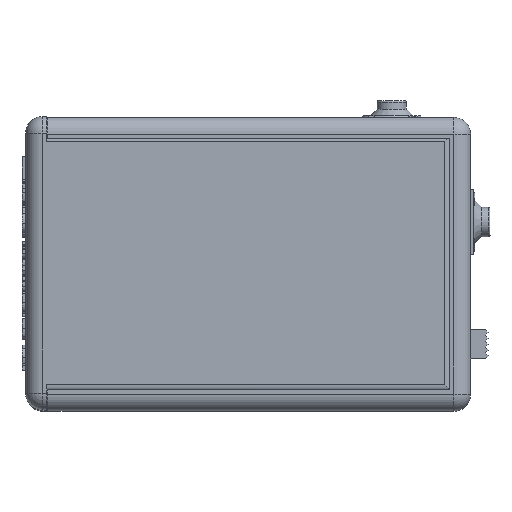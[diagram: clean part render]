
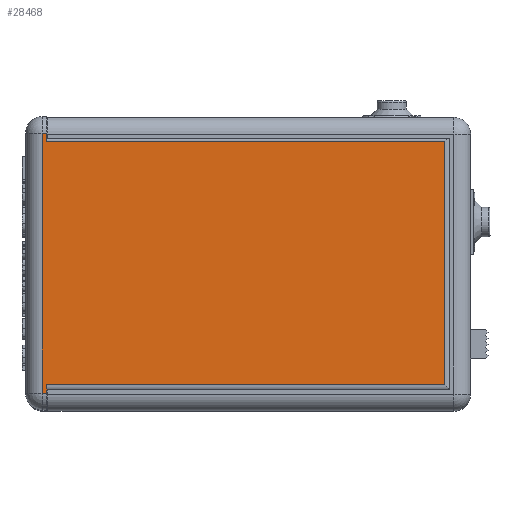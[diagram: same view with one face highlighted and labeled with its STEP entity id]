
A CAD part, top view. The second image highlights one B-rep face of the part: STEP entity #28468.
In plain terms, the highlighted planar face has unit normal (0, 0, 1).
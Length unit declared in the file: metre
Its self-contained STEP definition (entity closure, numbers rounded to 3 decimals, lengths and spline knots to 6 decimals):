
#2595=ORIENTED_EDGE('',*,*,#10731,.T.);
#2596=ORIENTED_EDGE('',*,*,#10732,.T.);
#2597=ORIENTED_EDGE('',*,*,#10733,.T.);
#2598=ORIENTED_EDGE('',*,*,#10734,.T.);
#2599=ORIENTED_EDGE('',*,*,#10735,.F.);
#2600=ORIENTED_EDGE('',*,*,#10736,.T.);
#2601=ORIENTED_EDGE('',*,*,#10737,.F.);
#2602=ORIENTED_EDGE('',*,*,#10738,.F.);
#10731=EDGE_CURVE('',#14815,#14816,#17586,.T.);
#10732=EDGE_CURVE('',#14816,#14817,#17587,.F.);
#10733=EDGE_CURVE('',#14817,#14818,#17588,.F.);
#10734=EDGE_CURVE('',#14818,#14819,#17589,.T.);
#10735=EDGE_CURVE('',#14820,#14819,#17590,.T.);
#10736=EDGE_CURVE('',#14820,#14821,#17591,.T.);
#10737=EDGE_CURVE('',#14822,#14821,#17592,.F.);
#10738=EDGE_CURVE('',#14815,#14822,#17593,.T.);
#14815=VERTEX_POINT('',#42786);
#14816=VERTEX_POINT('',#42787);
#14817=VERTEX_POINT('',#42789);
#14818=VERTEX_POINT('',#42791);
#14819=VERTEX_POINT('',#42793);
#14820=VERTEX_POINT('',#42795);
#14821=VERTEX_POINT('',#42797);
#14822=VERTEX_POINT('',#42799);
#17586=LINE('',#42785,#20634);
#17587=LINE('',#42788,#20635);
#17588=LINE('',#42790,#20636);
#17589=LINE('',#42792,#20637);
#17590=LINE('',#42794,#20638);
#17591=LINE('',#42796,#20639);
#17592=LINE('',#42798,#20640);
#17593=LINE('',#42800,#20641);
#20634=VECTOR('',#34999,1.);
#20635=VECTOR('',#35000,1.);
#20636=VECTOR('',#35001,1.);
#20637=VECTOR('',#35002,1.);
#20638=VECTOR('',#35003,1.);
#20639=VECTOR('',#35004,1.);
#20640=VECTOR('',#35005,1.);
#20641=VECTOR('',#35006,1.);
#23652=EDGE_LOOP('',(#2595,#2596,#2597,#2598,#2599,#2600,#2601,#2602));
#25517=FACE_BOUND('',#23652,.T.);
#27348=PLANE('',#32343);
#28468=ADVANCED_FACE('',(#25517),#27348,.T.);
#32343=AXIS2_PLACEMENT_3D('',#42784,#34997,#34998);
#34997=DIRECTION('',(0.,0.,1.));
#34998=DIRECTION('',(1.,0.,0.));
#34999=DIRECTION('',(0.,1.,0.));
#35000=DIRECTION('',(1.,0.,0.));
#35001=DIRECTION('',(0.,1.,0.));
#35002=DIRECTION('',(1.,0.,0.));
#35003=DIRECTION('',(0.,-1.,0.));
#35004=DIRECTION('',(1.,0.,0.));
#35005=DIRECTION('',(0.,1.,0.));
#35006=DIRECTION('',(1.,0.,0.));
#42784=CARTESIAN_POINT('',(-0.000625,0.,0.0384));
#42785=CARTESIAN_POINT('',(-0.024,0.016875,0.0384));
#42786=CARTESIAN_POINT('',(-0.024,0.0145,0.0384));
#42787=CARTESIAN_POINT('',(-0.024,0.0155,0.0384));
#42788=CARTESIAN_POINT('',(-0.000625,0.0155,0.0384));
#42789=CARTESIAN_POINT('',(-0.0245,0.0155,0.0384));
#42790=CARTESIAN_POINT('',(-0.0245,0.,0.0384));
#42791=CARTESIAN_POINT('',(-0.0245,-0.0155,0.0384));
#42792=CARTESIAN_POINT('',(-0.024,-0.0155,0.0384));
#42793=CARTESIAN_POINT('',(-0.024,-0.0155,0.0384));
#42794=CARTESIAN_POINT('',(-0.024,-0.015625,0.0384));
#42795=CARTESIAN_POINT('',(-0.024,-0.0145,0.0384));
#42796=CARTESIAN_POINT('',(0.,-0.0145,0.0384));
#42797=CARTESIAN_POINT('',(0.0235,-0.0145,0.0384));
#42798=CARTESIAN_POINT('',(0.0235,0.,0.0384));
#42799=CARTESIAN_POINT('',(0.0235,0.0145,0.0384));
#42800=CARTESIAN_POINT('',(0.,0.0145,0.0384));
